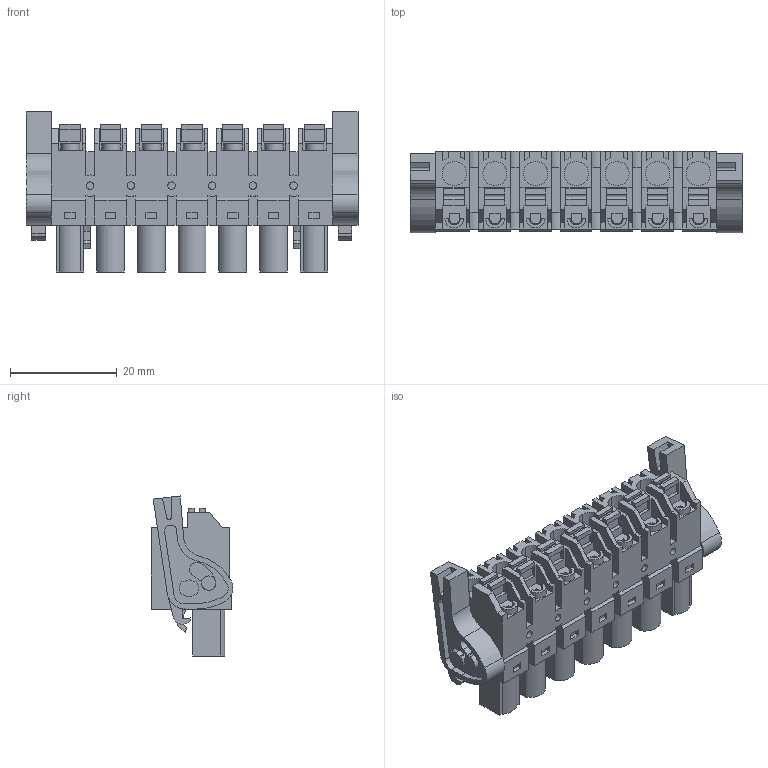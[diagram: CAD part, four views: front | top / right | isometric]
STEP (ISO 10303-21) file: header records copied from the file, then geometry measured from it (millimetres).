
FILE_DESCRIPTION(('CATIA V5 STEP Exchange','CAx-IF Rec.Pracs.--- Model Styling and Organization---1.2---2011-12-15'),'2;1');
FILE_NAME ('D1449882_0_1227430000_1227430000.stp','2017-04-08T10:38:48+00:00',('none'),('Weidmueller'),'CATIA Version 5-6 Release 2014','CATIA V5 STEP AP214','none');
FILE_SCHEMA(('AUTOMOTIVE_DESIGN { 1 0 10303 214 1 1 1 1 }'));
Length unit declared in the file: millimetre
Products named in the file (1): 1227430000
Bounding box: 62.16 x 15.31 x 29.96 mm (x, y, z)
Volume: 13429.7 mm3; surface area: 9922.8 mm2
Topology: 10 solids, 10 shells, 825 faces, 2316 edges, 1584 vertices
Faces by surface type: plane 620, cylinder 199, extrusion 6
Entity records: 24764 total; most frequent: CARTESIAN_POINT 4847, ORIENTED_EDGE 4632, DIRECTION 3178, EDGE_CURVE 2316, VECTOR 1792, LINE 1786, VERTEX_POINT 1584, AXIS2_PLACEMENT_3D 920
